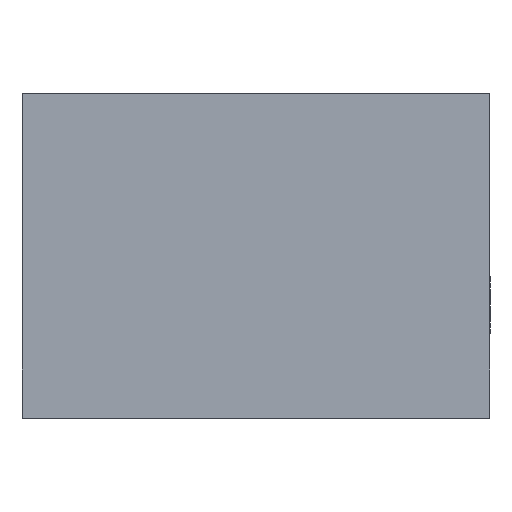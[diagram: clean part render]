
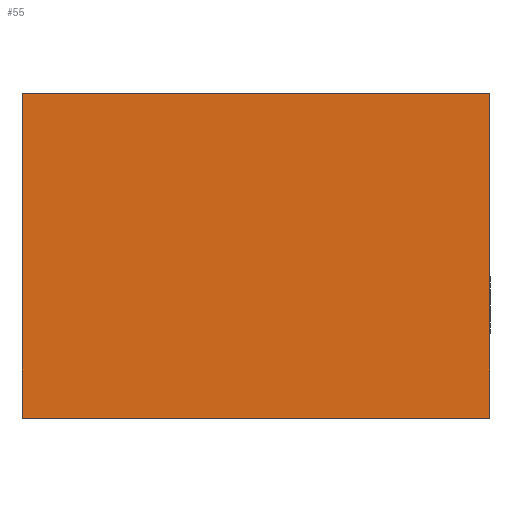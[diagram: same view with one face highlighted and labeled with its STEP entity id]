
A CAD part, top view. The second image highlights one B-rep face of the part: STEP entity #55.
In plain terms, the highlighted planar face has unit normal (0, 0, 1).
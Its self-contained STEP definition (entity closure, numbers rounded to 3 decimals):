
#14 = EDGE_CURVE ( 'NONE', #474, #517, #726, .T. ) ;
#32 = DIRECTION ( 'NONE',  ( -1., 0., 0. ) ) ;
#44 = DIRECTION ( 'NONE',  ( 0., -1., 0. ) ) ;
#55 = ADVANCED_FACE ( 'NONE', ( #372 ), #747, .F. ) ;
#85 = CARTESIAN_POINT ( 'NONE',  ( -25., -9.5, 0. ) ) ;
#91 = DIRECTION ( 'NONE',  ( 1., 0., 0. ) ) ;
#103 = CARTESIAN_POINT ( 'NONE',  ( 25.8, 26.3, 0. ) ) ;
#104 = VECTOR ( 'NONE', #44, 1000. ) ;
#128 = EDGE_CURVE ( 'NONE', #746, #474, #225, .T. ) ;
#168 = ORIENTED_EDGE ( 'NONE', *, *, #631, .T. ) ;
#178 = ORIENTED_EDGE ( 'NONE', *, *, #708, .T. ) ;
#225 = LINE ( 'NONE', #359, #570 ) ;
#233 = DIRECTION ( 'NONE',  ( 0., -1., 0. ) ) ;
#259 = CARTESIAN_POINT ( 'NONE',  ( -25., 9.5, 0. ) ) ;
#264 = LINE ( 'NONE', #85, #572 ) ;
#310 = LINE ( 'NONE', #606, #614 ) ;
#344 = CARTESIAN_POINT ( 'NONE',  ( -25.8, -9.5, 0. ) ) ;
#359 = CARTESIAN_POINT ( 'NONE',  ( -25., 26.3, 0. ) ) ;
#372 = FACE_OUTER_BOUND ( 'NONE', #586, .T. ) ;
#431 = VERTEX_POINT ( 'NONE', #344 ) ;
#446 = ORIENTED_EDGE ( 'NONE', *, *, #128, .F. ) ;
#456 = DIRECTION ( 'NONE',  ( 1., 0., 0. ) ) ;
#474 = VERTEX_POINT ( 'NONE', #103 ) ;
#476 = CARTESIAN_POINT ( 'NONE',  ( 25.8, -9.5, 0. ) ) ;
#480 = CARTESIAN_POINT ( 'NONE',  ( 25.8, 27.431, 0. ) ) ;
#500 = AXIS2_PLACEMENT_3D ( 'NONE', #259, #628, #32 ) ;
#517 = VERTEX_POINT ( 'NONE', #476 ) ;
#559 = ORIENTED_EDGE ( 'NONE', *, *, #14, .F. ) ;
#570 = VECTOR ( 'NONE', #91, 1000. ) ;
#572 = VECTOR ( 'NONE', #456, 1000. ) ;
#584 = CARTESIAN_POINT ( 'NONE',  ( -25.8, 26.3, 0. ) ) ;
#586 = EDGE_LOOP ( 'NONE', ( #168, #178, #559, #446 ) ) ;
#606 = CARTESIAN_POINT ( 'NONE',  ( -25.8, 27.431, 0. ) ) ;
#614 = VECTOR ( 'NONE', #233, 1000. ) ;
#628 = DIRECTION ( 'NONE',  ( 0., 0., -1. ) ) ;
#631 = EDGE_CURVE ( 'NONE', #746, #431, #310, .T. ) ;
#708 = EDGE_CURVE ( 'NONE', #431, #517, #264, .T. ) ;
#726 = LINE ( 'NONE', #480, #104 ) ;
#746 = VERTEX_POINT ( 'NONE', #584 ) ;
#747 = PLANE ( 'NONE',  #500 ) ;
